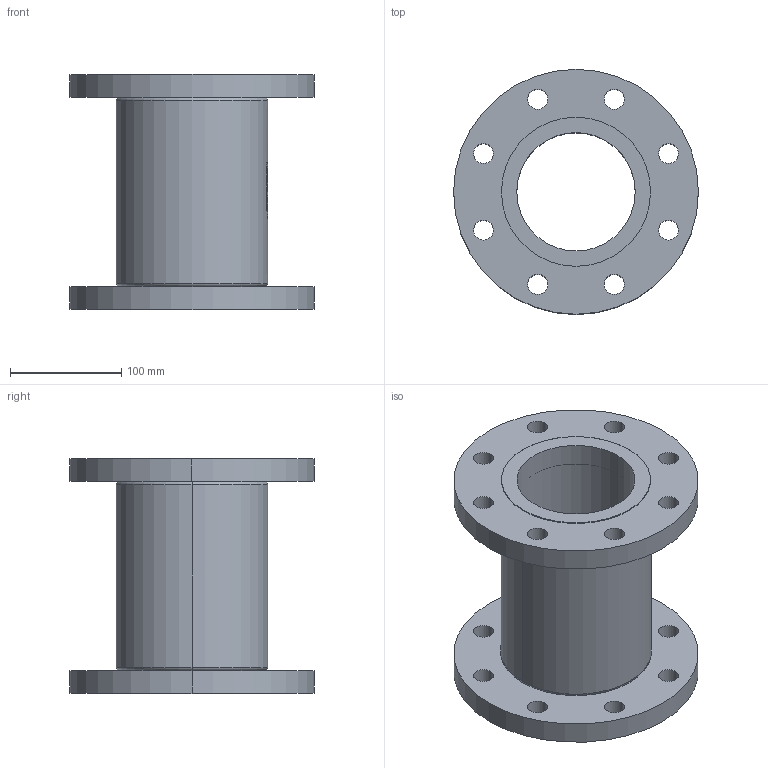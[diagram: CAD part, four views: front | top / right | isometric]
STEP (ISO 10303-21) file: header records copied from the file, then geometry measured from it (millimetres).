
FILE_DESCRIPTION (( 'STEP AP214' ), '1' );
FILE_NAME ('7150000_DN100_PN10_51422061.STEP', '2022-02-02T08:42:20', ( 'axxx' ), ( 'Hewlett-Packard Company' ), 'SwSTEP 2.0', 'SolidWorks 2019', '' );
FILE_SCHEMA (( 'AUTOMOTIVE_DESIGN' ));
Length unit declared in the file: millimetre
Products named in the file (1): 7150000_DN100_PN10_51422061
Bounding box: 220 x 220 x 212 mm (x, y, z)
Volume: 2048085.4 mm3; surface area: 308422.8 mm2
Topology: 1 solids, 1 shells, 528 faces, 1370 edges, 912 vertices
Faces by surface type: plane 245, bspline 211, cylinder 64, torus 8
Entity records: 28481 total; most frequent: CARTESIAN_POINT 16847, ORIENTED_EDGE 2740, DIRECTION 1710, EDGE_CURVE 1370, VERTEX_POINT 912, LINE 734, VECTOR 734, EDGE_LOOP 630
